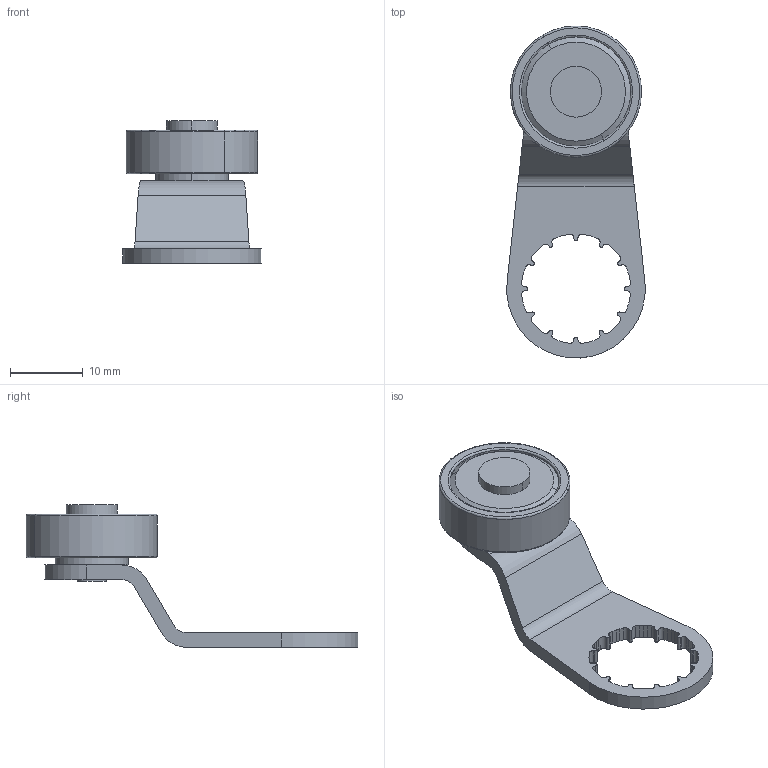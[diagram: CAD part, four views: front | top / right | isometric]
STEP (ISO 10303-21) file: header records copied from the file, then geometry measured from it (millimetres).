
FILE_DESCRIPTION(('STEP AP214'),'1');
FILE_NAME('cctmp_18F95ACF-F5BB-4967-B19C-5B7D8DEF024C_2023_07_21_12_27_10_0268..stp','2023-07-21T10:27:10',('SIEMENS A&D'),('CADClick - www.CADClick.com'),'Spatial InterOp 3D postprocessed',' ','unknown authorization');
FILE_SCHEMA(('AUTOMOTIVE_DESIGN'));
Length unit declared in the file: millimetre
Products named in the file (4): cc_unnamed; 2023_07_21_12_27_10_0251; 2023_07_21_12_27_10_0247; 2023_07_21_12_27_10_0244
Assembly tree (3 placements, depth 2):
  cc_unnamed
    2023_07_21_12_27_10_0251
    2023_07_21_12_27_10_0247
    2023_07_21_12_27_10_0244
Bounding box: 18.97 x 45.48 x 19.55 mm (x, y, z)
Volume: 2728.4 mm3; surface area: 2693.4 mm2
Topology: 3 solids, 3 shells, 185 faces, 500 edges, 326 vertices
Faces by surface type: plane 90, cylinder 75, torus 14, cone 6
Entity records: 9799 total; most frequent: DIRECTION 1059, CARTESIAN_POINT 1013, STYLED_ITEM 1012, PRESENTATION_STYLE_ASSIGNMENT 1012, ORIENTED_EDGE 996, EDGE_CURVE 498, CURVE_STYLE 498, DRAUGHTING_PRE_DEFINED_CURVE_FONT 498
